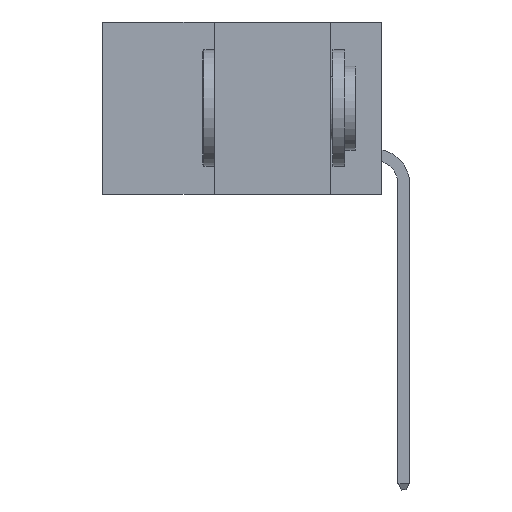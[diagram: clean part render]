
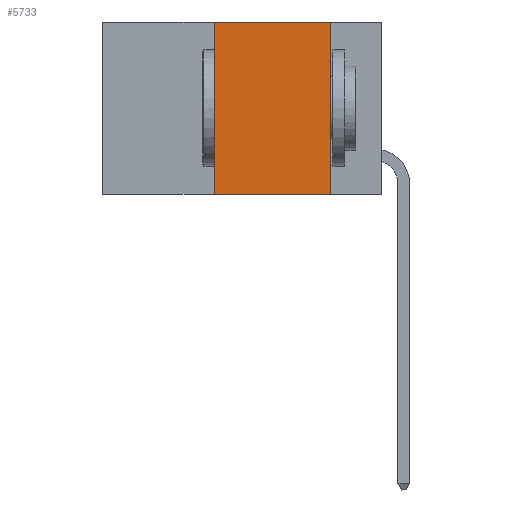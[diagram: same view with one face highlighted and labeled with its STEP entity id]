
A CAD part, left-side view. The second image highlights one B-rep face of the part: STEP entity #5733.
In plain terms, the highlighted planar face has unit normal (-1, 0, 0).
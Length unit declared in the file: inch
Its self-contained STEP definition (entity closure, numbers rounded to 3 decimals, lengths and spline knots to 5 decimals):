
#263 = DIRECTION ( 'NONE',  ( 0., 0., 1. ) ) ;
#452 = VERTEX_POINT ( 'NONE', #4381 ) ;
#739 = CARTESIAN_POINT ( 'NONE',  ( 0., 0.36, -0.37 ) ) ;
#1238 = LINE ( 'NONE', #9450, #3761 ) ;
#1534 = EDGE_CURVE ( 'NONE', #2409, #3166, #4440, .T. ) ;
#1966 = DIRECTION ( 'NONE',  ( 0., 0., -1. ) ) ;
#2097 = CARTESIAN_POINT ( 'NONE',  ( 0., 0.11, 0. ) ) ;
#2409 = VERTEX_POINT ( 'NONE', #739 ) ;
#2848 = EDGE_CURVE ( 'NONE', #2409, #452, #7244, .T. ) ;
#2933 = ORIENTED_EDGE ( 'NONE', *, *, #4271, .F. ) ;
#3095 = DIRECTION ( 'NONE',  ( 0., -1., 0. ) ) ;
#3131 = ORIENTED_EDGE ( 'NONE', *, *, #10680, .F. ) ;
#3166 = VERTEX_POINT ( 'NONE', #4563 ) ;
#3295 = ORIENTED_EDGE ( 'NONE', *, *, #1534, .F. ) ;
#3398 = ORIENTED_EDGE ( 'NONE', *, *, #2848, .T. ) ;
#3761 = VECTOR ( 'NONE', #3095, 39.37008 ) ;
#4271 = EDGE_CURVE ( 'NONE', #7507, #452, #8263, .T. ) ;
#4381 = CARTESIAN_POINT ( 'NONE',  ( 0., 0.11, -0.37 ) ) ;
#4440 = LINE ( 'NONE', #7490, #6659 ) ;
#4563 = CARTESIAN_POINT ( 'NONE',  ( 0., 0.36, 0. ) ) ;
#5131 = VECTOR ( 'NONE', #6986, 39.37008 ) ;
#5733 = ADVANCED_FACE ( 'NONE', ( #7071 ), #9978, .F. ) ;
#5882 = CARTESIAN_POINT ( 'NONE',  ( 0., 0.11, 0. ) ) ;
#6659 = VECTOR ( 'NONE', #263, 39.37008 ) ;
#6881 = CARTESIAN_POINT ( 'NONE',  ( 0., 0.6, -0.37 ) ) ;
#6986 = DIRECTION ( 'NONE',  ( 0., -1., 0. ) ) ;
#7071 = FACE_OUTER_BOUND ( 'NONE', #10380, .T. ) ;
#7244 = LINE ( 'NONE', #6881, #5131 ) ;
#7490 = CARTESIAN_POINT ( 'NONE',  ( 0., 0.36, 0. ) ) ;
#7507 = VERTEX_POINT ( 'NONE', #5882 ) ;
#7802 = AXIS2_PLACEMENT_3D ( 'NONE', #9926, #9914, #9901 ) ;
#8263 = LINE ( 'NONE', #2097, #9939 ) ;
#9450 = CARTESIAN_POINT ( 'NONE',  ( 0., 0.6, 0. ) ) ;
#9901 = DIRECTION ( 'NONE',  ( 0., 0., -1. ) ) ;
#9914 = DIRECTION ( 'NONE',  ( 1., 0., 0. ) ) ;
#9926 = CARTESIAN_POINT ( 'NONE',  ( 0., 0.6, 0. ) ) ;
#9939 = VECTOR ( 'NONE', #1966, 39.37008 ) ;
#9978 = PLANE ( 'NONE',  #7802 ) ;
#10380 = EDGE_LOOP ( 'NONE', ( #2933, #3131, #3295, #3398 ) ) ;
#10680 = EDGE_CURVE ( 'NONE', #3166, #7507, #1238, .T. ) ;
